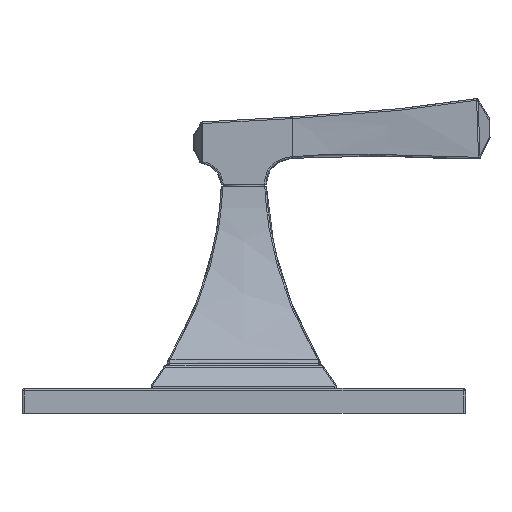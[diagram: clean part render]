
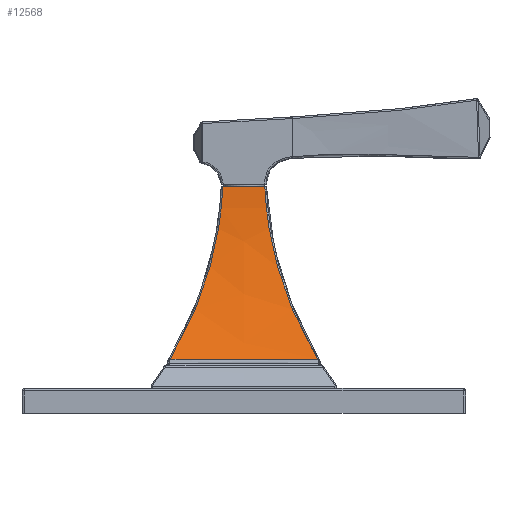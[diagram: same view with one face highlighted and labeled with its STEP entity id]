
A CAD part, left-side view. The second image highlights one B-rep face of the part: STEP entity #12568.
In plain terms, the highlighted free-form (B-spline) face has degree [3, 3] with [7, 5] control points.
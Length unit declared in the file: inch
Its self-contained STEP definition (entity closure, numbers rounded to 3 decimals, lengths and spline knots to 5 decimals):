
#4030=CARTESIAN_POINT('',(-0.28,-0.26002,
2.8096));
#4046=CARTESIAN_POINT('',(-0.28,0.26002,
2.8096));
#4208=CARTESIAN_POINT('',(-0.93255,-0.91548,
0.67298));
#4209=CARTESIAN_POINT('',(-0.87602,-0.85874,
0.76736));
#4210=CARTESIAN_POINT('',(-0.77231,-0.75461,
0.95449));
#4211=CARTESIAN_POINT('',(-0.64338,-0.62509,
1.22757));
#4212=CARTESIAN_POINT('',(-0.53809,-0.51926,
1.49286));
#4213=CARTESIAN_POINT('',(-0.45256,-0.43328,
1.75518));
#4214=CARTESIAN_POINT('',(-0.38467,-0.36502,
2.01674));
#4215=CARTESIAN_POINT('',(-0.33361,-0.31371,
2.27706));
#4216=CARTESIAN_POINT('',(-0.29787,-0.27785,
2.5411));
#4217=CARTESIAN_POINT('',(-0.28423,-0.26423,
2.71982));
#4218=CARTESIAN_POINT('',(-0.28,-0.26002,
2.8096));
#4220=CARTESIAN_POINT('',(-0.93255,0.91548,
0.67298));
#4221=CARTESIAN_POINT('',(-0.9338,0.61061,
0.67298));
#4222=CARTESIAN_POINT('',(-0.93534,0.,
0.67318));
#4223=CARTESIAN_POINT('',(-0.9338,-0.61061,
0.67298));
#4224=CARTESIAN_POINT('',(-0.93255,-0.91548,
0.67298));
#4226=CARTESIAN_POINT('',(-0.93255,0.91548,
0.67298));
#4227=CARTESIAN_POINT('',(-0.876,0.85872,
0.7674));
#4228=CARTESIAN_POINT('',(-0.77227,0.75457,
0.95458));
#4229=CARTESIAN_POINT('',(-0.6434,0.62511,
1.22751));
#4230=CARTESIAN_POINT('',(-0.53809,0.51927,
1.49284));
#4231=CARTESIAN_POINT('',(-0.45252,0.43324,
1.75532));
#4232=CARTESIAN_POINT('',(-0.38467,0.36503,
2.01676));
#4233=CARTESIAN_POINT('',(-0.33362,0.31372,
2.27699));
#4234=CARTESIAN_POINT('',(-0.29787,0.27785,
2.54108));
#4235=CARTESIAN_POINT('',(-0.28423,0.26423,
2.71981));
#4236=CARTESIAN_POINT('',(-0.28,0.26002,
2.8096));
#4238=DIRECTION('',(0.,1.,0.));
#4239=VECTOR('',#4238,0.52004);
#4240=CARTESIAN_POINT('',(-0.28,-0.26002,
2.8096));
#4241=LINE('',#4240,#4239);
#6151=VERTEX_POINT('',#4030);
#6154=VERTEX_POINT('',#4208);
#6164=VERTEX_POINT('',#4046);
#6165=VERTEX_POINT('',#4226);
#12524=CARTESIAN_POINT('',(-0.28,0.27489,
2.8096));
#12525=CARTESIAN_POINT('',(-0.28,0.18326,
2.8096));
#12526=CARTESIAN_POINT('',(-0.28,0.,
2.8096));
#12527=CARTESIAN_POINT('',(-0.28,-0.18326,
2.8096));
#12528=CARTESIAN_POINT('',(-0.28,-0.27489,
2.8096));
#12529=CARTESIAN_POINT('',(-0.29078,0.28549,
2.5828));
#12530=CARTESIAN_POINT('',(-0.29025,0.19022,
2.5828));
#12531=CARTESIAN_POINT('',(-0.28955,0.,
2.5828));
#12532=CARTESIAN_POINT('',(-0.29025,-0.19022,
2.5828));
#12533=CARTESIAN_POINT('',(-0.29078,-0.28549,
2.5828));
#12534=CARTESIAN_POINT('',(-0.34538,0.33913,
2.13029));
#12535=CARTESIAN_POINT('',(-0.34419,0.22583,
2.13029));
#12536=CARTESIAN_POINT('',(-0.34261,0.,
2.13029));
#12537=CARTESIAN_POINT('',(-0.34419,-0.22583,
2.13029));
#12538=CARTESIAN_POINT('',(-0.34538,-0.33913,
2.13029));
#12539=CARTESIAN_POINT('',(-0.52846,0.51883,
1.47828));
#12540=CARTESIAN_POINT('',(-0.52833,0.34586,
1.47828));
#12541=CARTESIAN_POINT('',(-0.52815,0.,
1.47828));
#12542=CARTESIAN_POINT('',(-0.52833,-0.34586,
1.47828));
#12543=CARTESIAN_POINT('',(-0.52846,-0.51883,
1.47828));
#12544=CARTESIAN_POINT('',(-0.74529,0.73164,
0.99886));
#12545=CARTESIAN_POINT('',(-0.74655,0.48803,
0.99886));
#12546=CARTESIAN_POINT('',(-0.74822,0.,
0.99886));
#12547=CARTESIAN_POINT('',(-0.74655,-0.48803,
0.99886));
#12548=CARTESIAN_POINT('',(-0.74529,-0.73164,
0.99886));
#12549=CARTESIAN_POINT('',(-0.8929,0.87655,
0.73917));
#12550=CARTESIAN_POINT('',(-0.89421,0.58465,
0.73917));
#12551=CARTESIAN_POINT('',(-0.89595,0.,
0.73917));
#12552=CARTESIAN_POINT('',(-0.89421,-0.58465,
0.73917));
#12553=CARTESIAN_POINT('',(-0.8929,-0.87655,
0.73917));
#12554=CARTESIAN_POINT('',(-0.93255,0.91548,
0.67298));
#12555=CARTESIAN_POINT('',(-0.9338,0.61059,
0.67298));
#12556=CARTESIAN_POINT('',(-0.93546,0.,
0.67298));
#12557=CARTESIAN_POINT('',(-0.9338,-0.61059,
0.67298));
#12558=CARTESIAN_POINT('',(-0.93255,-0.91548,
0.67298));
#12559=B_SPLINE_SURFACE_WITH_KNOTS('',3,3,((#12524,#12525,#12526,#12527,#12528),
(#12529,#12530,#12531,#12532,#12533),(#12534,#12535,#12536,#12537,#12538),(
#12539,#12540,#12541,#12542,#12543),(#12544,#12545,#12546,#12547,#12548),
(#12549,#12550,#12551,#12552,#12553),(#12554,#12555,#12556,#12557,#12558)),
.UNSPECIFIED.,.F.,.F.,.F.,(4,1,1,1,4),(4,1,4),(0.,
0.25312,0.50624,0.75312,0.83904),(
0.62728,0.75,0.87272),.UNSPECIFIED.);
#12560=ORIENTED_EDGE('',*,*,#12446,.F.);
#12562=ORIENTED_EDGE('',*,*,#12561,.F.);
#12564=ORIENTED_EDGE('',*,*,#12563,.T.);
#12565=ORIENTED_EDGE('',*,*,#12092,.F.);
#12566=EDGE_LOOP('',(#12560,#12562,#12564,#12565));
#12567=FACE_OUTER_BOUND('',#12566,.F.);
#12568=ADVANCED_FACE('',(#12567),#12559,.T.);
#4219=B_SPLINE_CURVE_WITH_KNOTS('',3,(#4208,#4209,#4210,#4211,#4212,#4213,#4214,
#4215,#4216,#4217,#4218),.UNSPECIFIED.,.F.,.F.,(4,1,1,1,1,1,1,1,4),(0.,
0.125,0.25,0.375,0.5,0.625,0.75,0.875,1.),.UNSPECIFIED.);
#4225=B_SPLINE_CURVE_WITH_KNOTS('',3,(#4220,#4221,#4222,#4223,#4224),
.UNSPECIFIED.,.F.,.F.,(4,1,4),(0.,0.5,1.),.UNSPECIFIED.);
#4237=B_SPLINE_CURVE_WITH_KNOTS('',3,(#4226,#4227,#4228,#4229,#4230,#4231,#4232,
#4233,#4234,#4235,#4236),.UNSPECIFIED.,.F.,.F.,(4,1,1,1,1,1,1,1,4),(0.,
0.125,0.25,0.375,0.5,0.625,0.75,0.875,1.),.UNSPECIFIED.);
#12092=EDGE_CURVE('',#6151,#6164,#4241,.T.);
#12446=EDGE_CURVE('',#6154,#6151,#4219,.T.);
#12561=EDGE_CURVE('',#6165,#6154,#4225,.T.);
#12563=EDGE_CURVE('',#6165,#6164,#4237,.T.);
